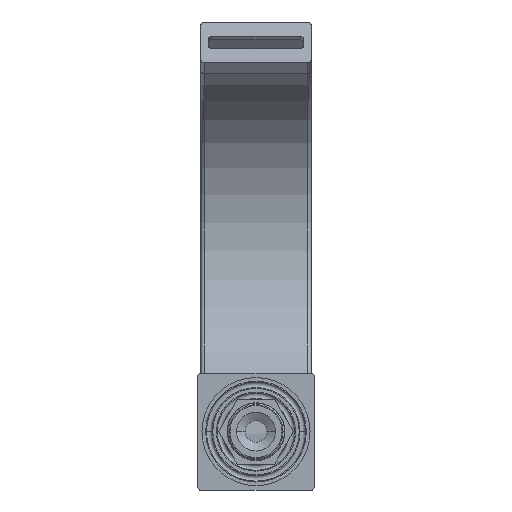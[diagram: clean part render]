
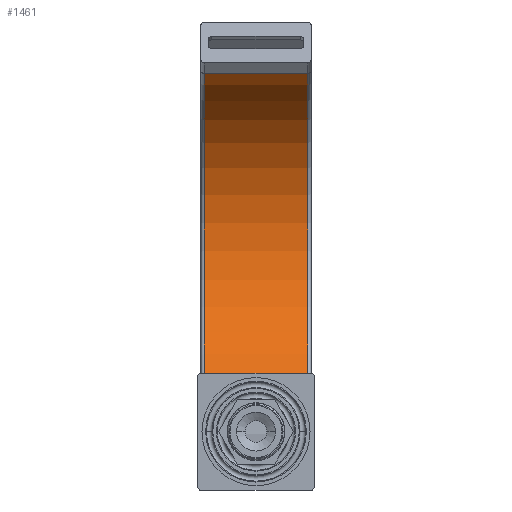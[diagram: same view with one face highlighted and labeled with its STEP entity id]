
A CAD part, front view. The second image highlights one B-rep face of the part: STEP entity #1461.
In plain terms, the highlighted cylindrical face has radius 79.988 mm (diameter 159.976 mm), a partial arc.
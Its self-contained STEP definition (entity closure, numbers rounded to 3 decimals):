
#268=CARTESIAN_POINT('',(24.,85.012,89.988));
#269=DIRECTION('',(-1.,0.,0.));
#270=DIRECTION('',(0.,0.326,0.946));
#271=AXIS2_PLACEMENT_3D('',#268,#269,#270);
#276=DIRECTION('',(1.,0.,0.));
#277=VECTOR('',#276,48.);
#278=CARTESIAN_POINT('',(-24.,85.012,10.));
#279=LINE('',#278,#277);
#283=CARTESIAN_POINT('',(-24.,85.012,89.988));
#284=DIRECTION('',(-1.,0.,0.));
#285=DIRECTION('',(0.,0.326,0.946));
#286=AXIS2_PLACEMENT_3D('',#283,#284,#285);
#394=DIRECTION('',(1.,0.,0.));
#395=VECTOR('',#394,48.);
#396=CARTESIAN_POINT('',(-24.,111.054,165.618));
#397=LINE('',#396,#395);
#1124=CARTESIAN_POINT('',(24.,85.012,10.));
#1125=VERTEX_POINT('',#1124);
#1130=CARTESIAN_POINT('',(24.,111.054,165.618));
#1131=VERTEX_POINT('',#1130);
#1142=CARTESIAN_POINT('',(-24.,85.012,10.));
#1143=VERTEX_POINT('',#1142);
#1144=CARTESIAN_POINT('',(-24.,111.054,165.618));
#1145=VERTEX_POINT('',#1144);
#1448=CARTESIAN_POINT('',(-1.,85.012,89.988));
#1449=DIRECTION('',(1.,0.,0.));
#1450=DIRECTION('',(0.,0.,1.));
#1451=AXIS2_PLACEMENT_3D('',#1448,#1449,#1450);
#1452=CYLINDRICAL_SURFACE('',#1451,79.988);
#1453=ORIENTED_EDGE('',*,*,#1441,.T.);
#1454=ORIENTED_EDGE('',*,*,#1330,.F.);
#1456=ORIENTED_EDGE('',*,*,#1455,.F.);
#1458=ORIENTED_EDGE('',*,*,#1457,.T.);
#1459=EDGE_LOOP('',(#1453,#1454,#1456,#1458));
#1460=FACE_OUTER_BOUND('',#1459,.F.);
#1461=ADVANCED_FACE('',(#1460),#1452,.F.);
#272=CIRCLE('',#271,79.988);
#287=CIRCLE('',#286,79.988);
#1330=EDGE_CURVE('',#1143,#1125,#279,.T.);
#1441=EDGE_CURVE('',#1131,#1125,#272,.T.);
#1455=EDGE_CURVE('',#1145,#1143,#287,.T.);
#1457=EDGE_CURVE('',#1145,#1131,#397,.T.);
